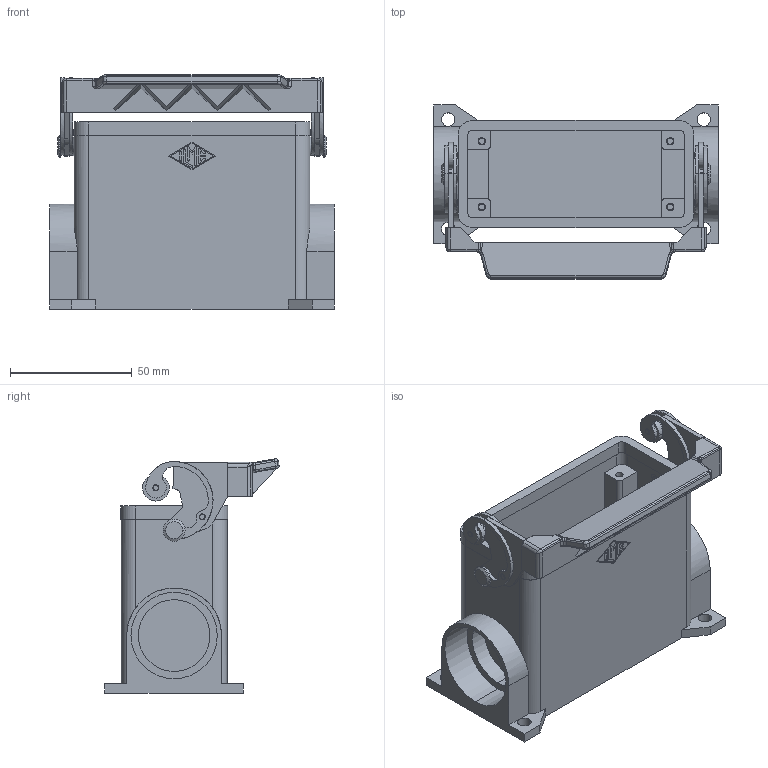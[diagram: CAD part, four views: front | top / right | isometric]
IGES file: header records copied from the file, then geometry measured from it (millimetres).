
Global section: file name: No Iges File Name specified; native system: AutoDesk Inventor R6.1; preprocessor: AutoDesk Inventor Iges Exporter R6.1; author: No Author specified; organization: No Organization specified; date: 20061221.133054; units: millimetre
Bounding box: 117 x 71.7 x 96.42 mm (x, y, z)
Volume: 125151.2 mm3; surface area: 67163.5 mm2
Topology: 4 solids, 4 shells, 449 faces, 1185 edges, 772 vertices
Faces by surface type: plane 177, bspline 129, cylinder 67, revolution 58, torus 10, cone 4, sphere 4
